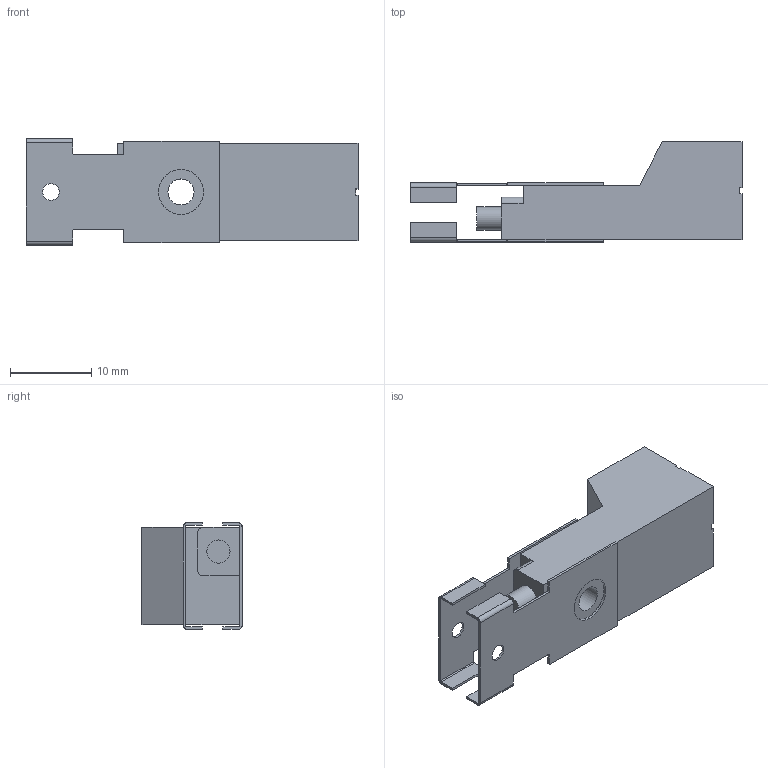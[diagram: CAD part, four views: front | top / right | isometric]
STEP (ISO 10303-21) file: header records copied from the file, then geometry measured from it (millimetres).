
FILE_DESCRIPTION (( 'STEP AP214' ), '1' );
FILE_NAME ('APS4-12M-Z-D.STEP', '2018-05-15T12:44:47', ( '' ), ( '' ), 'SwSTEP 2.0', 'SolidWorks 2017', '' );
FILE_SCHEMA (( 'AUTOMOTIVE_DESIGN' ));
Length unit declared in the file: inch
Products named in the file (1): APS4-12M-Z-D
Bounding box: 40.78 x 12.33 x 13.1 mm (x, y, z)
Volume: 1652.7 mm3; surface area: 3851 mm2
Topology: 4 solids, 4 shells, 100 faces, 262 edges, 175 vertices
Faces by surface type: plane 72, cylinder 28
Full cylindrical faces by diameter (mm): 2.05 x2, 2.845 x1, 3.2 x1, 5.207 x2, 5.512 x2, 5.74 x1, 5.842 x1
Entity records: 4404 total; most frequent: CARTESIAN_POINT 526, DIRECTION 509, ORIENTED_EDGE 502, EDGE_CURVE 251, LINE 195, VECTOR 195, VERTEX_POINT 174, AXIS2_PLACEMENT_3D 157
